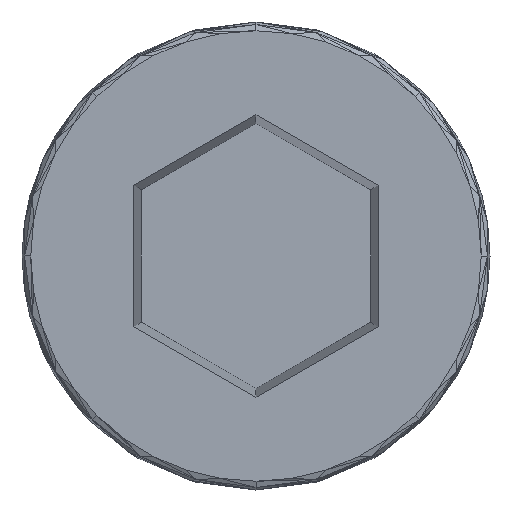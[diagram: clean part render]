
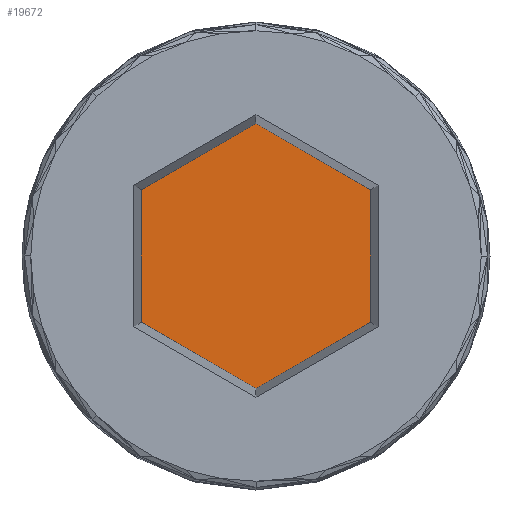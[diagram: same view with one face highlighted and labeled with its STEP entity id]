
A CAD part, front view. The second image highlights one B-rep face of the part: STEP entity #19672.
In plain terms, the highlighted planar face has unit normal (0, -1, 0).
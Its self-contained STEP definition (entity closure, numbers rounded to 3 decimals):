
#19224 = PLANE('',#19225);
#19225 = AXIS2_PLACEMENT_3D('',#19226,#19227,#19228);
#19226 = CARTESIAN_POINT('',(3.369,2.204,
    -5.835));
#19227 = DIRECTION('',(-0.498,-0.096,
    0.862));
#19228 = DIRECTION('',(0.866,0.,0.5));
#19252 = PLANE('',#19253);
#19253 = AXIS2_PLACEMENT_3D('',#19254,#19255,#19256);
#19254 = CARTESIAN_POINT('',(-3.369,2.204,
    -5.835));
#19255 = DIRECTION('',(0.498,-0.096,0.862
    ));
#19256 = DIRECTION('',(0.866,0.,-0.5));
#19280 = PLANE('',#19281);
#19281 = AXIS2_PLACEMENT_3D('',#19282,#19283,#19284);
#19282 = CARTESIAN_POINT('',(-6.738,2.204,0.));
#19283 = DIRECTION('',(0.995,-0.096,0.));
#19284 = DIRECTION('',(0.096,0.995,0.));
#19308 = PLANE('',#19309);
#19309 = AXIS2_PLACEMENT_3D('',#19310,#19311,#19312);
#19310 = CARTESIAN_POINT('',(-3.369,2.204,
    5.835));
#19311 = DIRECTION('',(0.498,-0.096,
    -0.862));
#19312 = DIRECTION('',(-0.866,0.,-0.5));
#19336 = PLANE('',#19337);
#19337 = AXIS2_PLACEMENT_3D('',#19338,#19339,#19340);
#19338 = CARTESIAN_POINT('',(3.369,2.204,
    5.835));
#19339 = DIRECTION('',(-0.498,-0.096,
    -0.862));
#19340 = DIRECTION('',(-0.866,0.,0.5));
#19362 = PLANE('',#19363);
#19363 = AXIS2_PLACEMENT_3D('',#19364,#19365,#19366);
#19364 = CARTESIAN_POINT('',(6.738,2.204,0.));
#19365 = DIRECTION('',(-0.995,-0.096,-0.));
#19366 = DIRECTION('',(0.096,-0.995,0.));
#19378 = VERTEX_POINT('',#19379);
#19379 = CARTESIAN_POINT('',(0.,4.5,-7.525));
#19402 = VERTEX_POINT('',#19403);
#19403 = CARTESIAN_POINT('',(6.517,4.5,-3.762));
#19424 = EDGE_CURVE('',#19402,#19378,#19425,.T.);
#19425 = SURFACE_CURVE('',#19426,(#19430,#19437),.PCURVE_S1.);
#19426 = LINE('',#19427,#19428);
#19427 = CARTESIAN_POINT('',(6.517,4.5,-3.762));
#19428 = VECTOR('',#19429,1.);
#19429 = DIRECTION('',(-0.866,0.,-0.5));
#19430 = PCURVE('',#19224,#19431);
#19431 = DEFINITIONAL_REPRESENTATION('',(#19432),#19436);
#19432 = LINE('',#19433,#19434);
#19433 = CARTESIAN_POINT('',(3.762,2.306));
#19434 = VECTOR('',#19435,1.);
#19435 = DIRECTION('',(-1.,0.));
#19436 = ( GEOMETRIC_REPRESENTATION_CONTEXT(2) 
PARAMETRIC_REPRESENTATION_CONTEXT() REPRESENTATION_CONTEXT('2D SPACE',''
  ) );
#19437 = PCURVE('',#19438,#19443);
#19438 = PLANE('',#19439);
#19439 = AXIS2_PLACEMENT_3D('',#19440,#19441,#19442);
#19440 = CARTESIAN_POINT('',(0.,4.5,0.));
#19441 = DIRECTION('',(0.,-1.,0.));
#19442 = DIRECTION('',(0.,0.,-1.));
#19443 = DEFINITIONAL_REPRESENTATION('',(#19444),#19448);
#19444 = LINE('',#19445,#19446);
#19445 = CARTESIAN_POINT('',(3.762,6.517));
#19446 = VECTOR('',#19447,1.);
#19447 = DIRECTION('',(0.5,-0.866));
#19448 = ( GEOMETRIC_REPRESENTATION_CONTEXT(2) 
PARAMETRIC_REPRESENTATION_CONTEXT() REPRESENTATION_CONTEXT('2D SPACE',''
  ) );
#19456 = VERTEX_POINT('',#19457);
#19457 = CARTESIAN_POINT('',(6.517,4.5,3.762));
#19478 = EDGE_CURVE('',#19456,#19402,#19479,.T.);
#19479 = SURFACE_CURVE('',#19480,(#19484,#19491),.PCURVE_S1.);
#19480 = LINE('',#19481,#19482);
#19481 = CARTESIAN_POINT('',(6.517,4.5,3.762));
#19482 = VECTOR('',#19483,1.);
#19483 = DIRECTION('',(0.,0.,-1.));
#19484 = PCURVE('',#19362,#19485);
#19485 = DEFINITIONAL_REPRESENTATION('',(#19486),#19490);
#19486 = LINE('',#19487,#19488);
#19487 = CARTESIAN_POINT('',(-2.306,3.762));
#19488 = VECTOR('',#19489,1.);
#19489 = DIRECTION('',(0.,-1.));
#19490 = ( GEOMETRIC_REPRESENTATION_CONTEXT(2) 
PARAMETRIC_REPRESENTATION_CONTEXT() REPRESENTATION_CONTEXT('2D SPACE',''
  ) );
#19491 = PCURVE('',#19438,#19492);
#19492 = DEFINITIONAL_REPRESENTATION('',(#19493),#19497);
#19493 = LINE('',#19494,#19495);
#19494 = CARTESIAN_POINT('',(-3.762,6.517));
#19495 = VECTOR('',#19496,1.);
#19496 = DIRECTION('',(1.,0.));
#19497 = ( GEOMETRIC_REPRESENTATION_CONTEXT(2) 
PARAMETRIC_REPRESENTATION_CONTEXT() REPRESENTATION_CONTEXT('2D SPACE',''
  ) );
#19505 = VERTEX_POINT('',#19506);
#19506 = CARTESIAN_POINT('',(0.,4.5,7.525));
#19527 = EDGE_CURVE('',#19505,#19456,#19528,.T.);
#19528 = SURFACE_CURVE('',#19529,(#19533,#19540),.PCURVE_S1.);
#19529 = LINE('',#19530,#19531);
#19530 = CARTESIAN_POINT('',(0.,4.5,7.525));
#19531 = VECTOR('',#19532,1.);
#19532 = DIRECTION('',(0.866,0.,-0.5));
#19533 = PCURVE('',#19336,#19534);
#19534 = DEFINITIONAL_REPRESENTATION('',(#19535),#19539);
#19535 = LINE('',#19536,#19537);
#19536 = CARTESIAN_POINT('',(3.762,2.306));
#19537 = VECTOR('',#19538,1.);
#19538 = DIRECTION('',(-1.,0.));
#19539 = ( GEOMETRIC_REPRESENTATION_CONTEXT(2) 
PARAMETRIC_REPRESENTATION_CONTEXT() REPRESENTATION_CONTEXT('2D SPACE',''
  ) );
#19540 = PCURVE('',#19438,#19541);
#19541 = DEFINITIONAL_REPRESENTATION('',(#19542),#19546);
#19542 = LINE('',#19543,#19544);
#19543 = CARTESIAN_POINT('',(-7.525,0.));
#19544 = VECTOR('',#19545,1.);
#19545 = DIRECTION('',(0.5,0.866));
#19546 = ( GEOMETRIC_REPRESENTATION_CONTEXT(2) 
PARAMETRIC_REPRESENTATION_CONTEXT() REPRESENTATION_CONTEXT('2D SPACE',''
  ) );
#19554 = VERTEX_POINT('',#19555);
#19555 = CARTESIAN_POINT('',(-6.517,4.5,3.762));
#19576 = EDGE_CURVE('',#19554,#19505,#19577,.T.);
#19577 = SURFACE_CURVE('',#19578,(#19582,#19589),.PCURVE_S1.);
#19578 = LINE('',#19579,#19580);
#19579 = CARTESIAN_POINT('',(-6.517,4.5,3.762));
#19580 = VECTOR('',#19581,1.);
#19581 = DIRECTION('',(0.866,0.,0.5));
#19582 = PCURVE('',#19308,#19583);
#19583 = DEFINITIONAL_REPRESENTATION('',(#19584),#19588);
#19584 = LINE('',#19585,#19586);
#19585 = CARTESIAN_POINT('',(3.762,2.306));
#19586 = VECTOR('',#19587,1.);
#19587 = DIRECTION('',(-1.,0.));
#19588 = ( GEOMETRIC_REPRESENTATION_CONTEXT(2) 
PARAMETRIC_REPRESENTATION_CONTEXT() REPRESENTATION_CONTEXT('2D SPACE',''
  ) );
#19589 = PCURVE('',#19438,#19590);
#19590 = DEFINITIONAL_REPRESENTATION('',(#19591),#19595);
#19591 = LINE('',#19592,#19593);
#19592 = CARTESIAN_POINT('',(-3.762,-6.517));
#19593 = VECTOR('',#19594,1.);
#19594 = DIRECTION('',(-0.5,0.866));
#19595 = ( GEOMETRIC_REPRESENTATION_CONTEXT(2) 
PARAMETRIC_REPRESENTATION_CONTEXT() REPRESENTATION_CONTEXT('2D SPACE',''
  ) );
#19603 = VERTEX_POINT('',#19604);
#19604 = CARTESIAN_POINT('',(-6.517,4.5,-3.762));
#19625 = EDGE_CURVE('',#19603,#19554,#19626,.T.);
#19626 = SURFACE_CURVE('',#19627,(#19631,#19638),.PCURVE_S1.);
#19627 = LINE('',#19628,#19629);
#19628 = CARTESIAN_POINT('',(-6.517,4.5,-3.762));
#19629 = VECTOR('',#19630,1.);
#19630 = DIRECTION('',(0.,0.,1.));
#19631 = PCURVE('',#19280,#19632);
#19632 = DEFINITIONAL_REPRESENTATION('',(#19633),#19637);
#19633 = LINE('',#19634,#19635);
#19634 = CARTESIAN_POINT('',(2.306,-3.762));
#19635 = VECTOR('',#19636,1.);
#19636 = DIRECTION('',(0.,1.));
#19637 = ( GEOMETRIC_REPRESENTATION_CONTEXT(2) 
PARAMETRIC_REPRESENTATION_CONTEXT() REPRESENTATION_CONTEXT('2D SPACE',''
  ) );
#19638 = PCURVE('',#19438,#19639);
#19639 = DEFINITIONAL_REPRESENTATION('',(#19640),#19644);
#19640 = LINE('',#19641,#19642);
#19641 = CARTESIAN_POINT('',(3.762,-6.517));
#19642 = VECTOR('',#19643,1.);
#19643 = DIRECTION('',(-1.,0.));
#19644 = ( GEOMETRIC_REPRESENTATION_CONTEXT(2) 
PARAMETRIC_REPRESENTATION_CONTEXT() REPRESENTATION_CONTEXT('2D SPACE',''
  ) );
#19652 = EDGE_CURVE('',#19378,#19603,#19653,.T.);
#19653 = SURFACE_CURVE('',#19654,(#19658,#19665),.PCURVE_S1.);
#19654 = LINE('',#19655,#19656);
#19655 = CARTESIAN_POINT('',(0.,4.5,-7.525));
#19656 = VECTOR('',#19657,1.);
#19657 = DIRECTION('',(-0.866,0.,0.5));
#19658 = PCURVE('',#19252,#19659);
#19659 = DEFINITIONAL_REPRESENTATION('',(#19660),#19664);
#19660 = LINE('',#19661,#19662);
#19661 = CARTESIAN_POINT('',(3.762,2.306));
#19662 = VECTOR('',#19663,1.);
#19663 = DIRECTION('',(-1.,0.));
#19664 = ( GEOMETRIC_REPRESENTATION_CONTEXT(2) 
PARAMETRIC_REPRESENTATION_CONTEXT() REPRESENTATION_CONTEXT('2D SPACE',''
  ) );
#19665 = PCURVE('',#19438,#19666);
#19666 = DEFINITIONAL_REPRESENTATION('',(#19667),#19671);
#19667 = LINE('',#19668,#19669);
#19668 = CARTESIAN_POINT('',(7.525,0.));
#19669 = VECTOR('',#19670,1.);
#19670 = DIRECTION('',(-0.5,-0.866));
#19671 = ( GEOMETRIC_REPRESENTATION_CONTEXT(2) 
PARAMETRIC_REPRESENTATION_CONTEXT() REPRESENTATION_CONTEXT('2D SPACE',''
  ) );
#19672 = ADVANCED_FACE('',(#19673),#19438,.T.);
#19673 = FACE_BOUND('',#19674,.T.);
#19674 = EDGE_LOOP('',(#19675,#19676,#19677,#19678,#19679,#19680));
#19675 = ORIENTED_EDGE('',*,*,#19652,.F.);
#19676 = ORIENTED_EDGE('',*,*,#19424,.F.);
#19677 = ORIENTED_EDGE('',*,*,#19478,.F.);
#19678 = ORIENTED_EDGE('',*,*,#19527,.F.);
#19679 = ORIENTED_EDGE('',*,*,#19576,.F.);
#19680 = ORIENTED_EDGE('',*,*,#19625,.F.);
